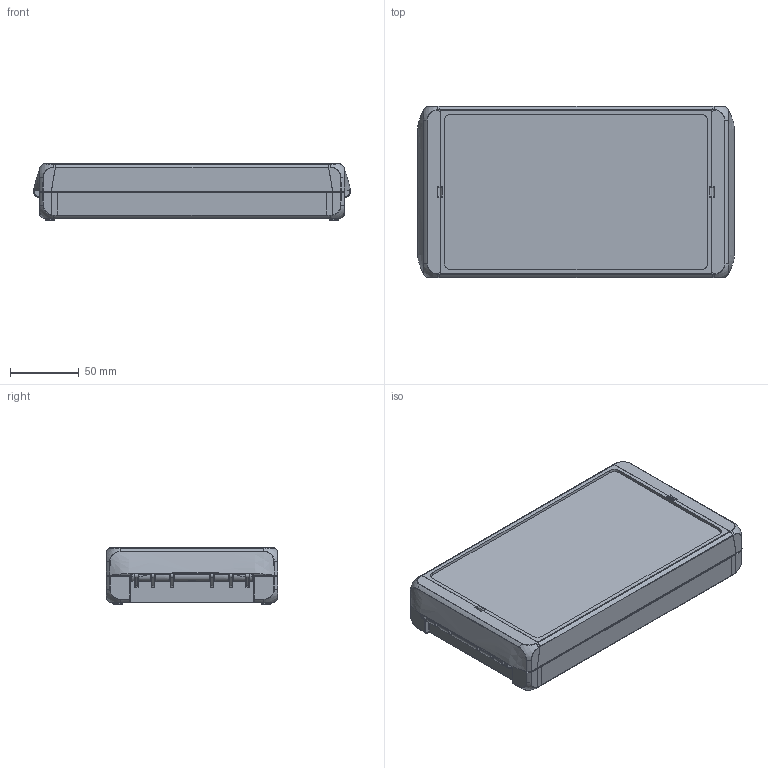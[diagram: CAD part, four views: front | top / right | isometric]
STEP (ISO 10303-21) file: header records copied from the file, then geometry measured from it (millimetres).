
FILE_DESCRIPTION(/* description */ (''),/* implementation_level */ '2;1');
FILE_NAME(/* name */ 'B-221304_3Dsym.stp',/* time_stamp */ '2016-05-11T13:56:56+02:00',/* author */ ('haertel'),/* organization */ (''),/* preprocessor_version */ 'ST-DEVELOPER v16.1',/* originating_system */ 'Autodesk Inventor 2016',/* authorisation */ '');
FILE_SCHEMA (('AUTOMOTIVE_DESIGN { 1 0 10303 214 3 1 1 }'));
Products named in the file (4): 1010616_3Dsym; 1010360_3Dsym; 1010349_3Dsym; B-221304_3Dsym
Assembly tree (4 placements, depth 2):
  B-221304_3Dsym
    1010616_3Dsym
    1010360_3Dsym
    1010349_3Dsym  x2
Bounding box: 231 x 125 x 41 mm (x, y, z)
Volume: 296629.1 mm3; surface area: 199496.1 mm2
Topology: 4 solids, 4 shells, 2402 faces, 6172 edges, 3806 vertices
Faces by surface type: cylinder 802, plane 770, bspline 566, cone 132, sphere 72, torus 60
Full cylindrical faces by diameter (mm): 4 x4, 4.25 x4
Entity records: 114492 total; most frequent: CARTESIAN_POINT 66943, ORIENTED_EDGE 10034, DIRECTION 9645, EDGE_CURVE 5017, AXIS2_PLACEMENT_3D 3692, VERTEX_POINT 3171, EDGE_LOOP 2298, LINE 2261
